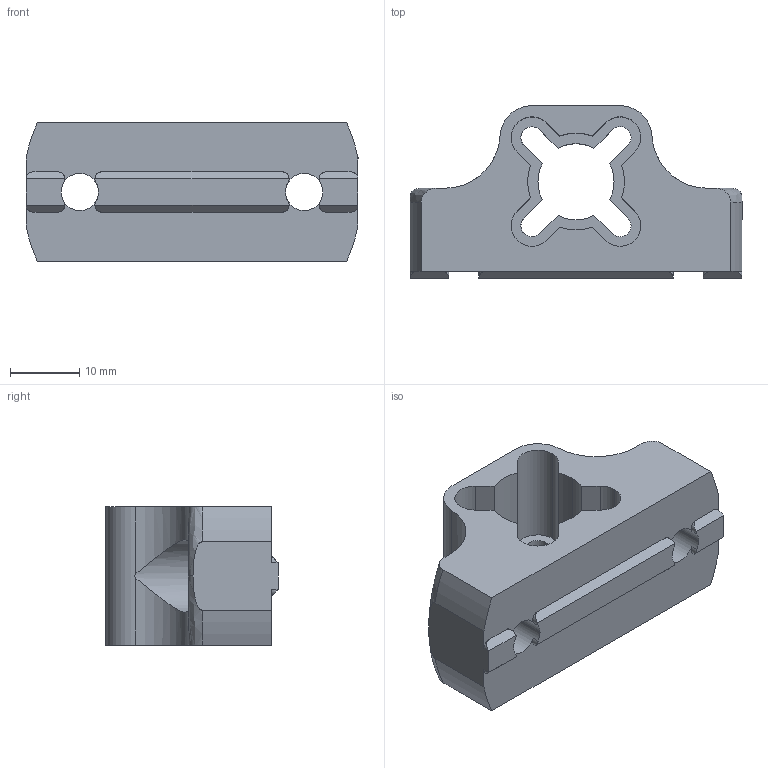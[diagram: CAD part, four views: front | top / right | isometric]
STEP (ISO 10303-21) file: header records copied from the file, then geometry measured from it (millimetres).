
FILE_DESCRIPTION (( 'STEP AP203' ), '1' );
FILE_NAME ('Leadscrew Block_.STEP', '2021-06-09T22:55:20', ( '' ), ( '' ), 'SwSTEP 2.0', 'SolidWorks 2020', '' );
FILE_SCHEMA (( 'CONFIG_CONTROL_DESIGN' ));
Length unit declared in the file: millimetre
Products named in the file (1): Leadscrew Block_
Bounding box: 48 x 24.93 x 20 mm (x, y, z)
Volume: 11605.1 mm3; surface area: 5929.6 mm2
Topology: 1 solids, 1 shells, 124 faces, 340 edges, 220 vertices
Faces by surface type: plane 58, cylinder 51, cone 11, bspline 4
Entity records: 4275 total; most frequent: CARTESIAN_POINT 1046, ORIENTED_EDGE 680, DIRECTION 656, EDGE_CURVE 340, AXIS2_PLACEMENT_3D 236, VERTEX_POINT 220, LINE 184, VECTOR 184
